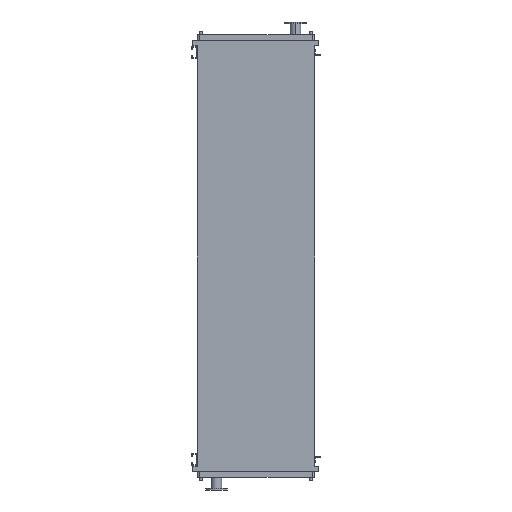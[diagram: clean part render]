
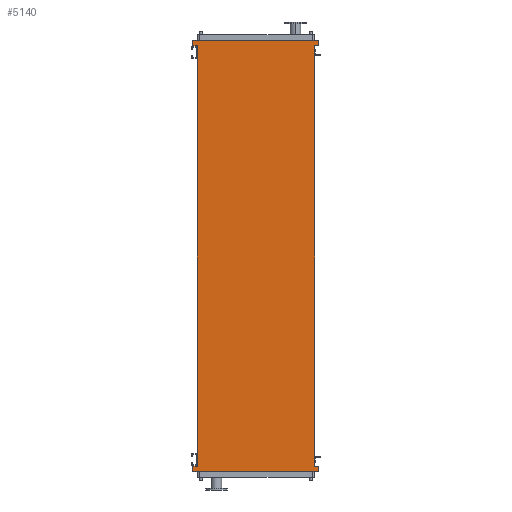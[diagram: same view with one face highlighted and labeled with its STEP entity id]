
A CAD part, front view. The second image highlights one B-rep face of the part: STEP entity #5140.
In plain terms, the highlighted planar face has unit normal (0, -1, 0).
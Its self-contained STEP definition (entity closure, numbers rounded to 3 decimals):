
#76 = CARTESIAN_POINT ( 'NONE',  ( -651., 0., -4345. ) ) ;
#170 = CARTESIAN_POINT ( 'NONE',  ( -605., 0., 43. ) ) ;
#191 = EDGE_LOOP ( 'NONE', ( #10073, #4904, #8117, #6545, #5060, #626, #3657, #12356, #8275, #5510, #4761, #11123 ) ) ;
#288 = VECTOR ( 'NONE', #10018, 1000. ) ;
#361 = CARTESIAN_POINT ( 'NONE',  ( 605., 0., -4293. ) ) ;
#626 = ORIENTED_EDGE ( 'NONE', *, *, #8370, .F. ) ;
#629 = LINE ( 'NONE', #3658, #8424 ) ;
#759 = LINE ( 'NONE', #9724, #1638 ) ;
#768 = CARTESIAN_POINT ( 'NONE',  ( 651., 0., -4345. ) ) ;
#909 = VECTOR ( 'NONE', #5788, 1000. ) ;
#1039 = VERTEX_POINT ( 'NONE', #5309 ) ;
#1638 = VECTOR ( 'NONE', #2100, 1000. ) ;
#2032 = FACE_OUTER_BOUND ( 'NONE', #191, .T. ) ;
#2100 = DIRECTION ( 'NONE',  ( 0., 0., -1. ) ) ;
#2218 = PLANE ( 'NONE',  #10148 ) ;
#2285 = CARTESIAN_POINT ( 'NONE',  ( 651., 0., -4345. ) ) ;
#2289 = VERTEX_POINT ( 'NONE', #76 ) ;
#2393 = VERTEX_POINT ( 'NONE', #9954 ) ;
#2450 = CARTESIAN_POINT ( 'NONE',  ( 605., 0., 43. ) ) ;
#2638 = VERTEX_POINT ( 'NONE', #6653 ) ;
#2920 = CARTESIAN_POINT ( 'NONE',  ( -605., 0., -4250. ) ) ;
#2964 = LINE ( 'NONE', #9874, #9294 ) ;
#3109 = LINE ( 'NONE', #2285, #288 ) ;
#3298 = DIRECTION ( 'NONE',  ( -1., 0., 0. ) ) ;
#3299 = CARTESIAN_POINT ( 'NONE',  ( -651., 0., -4345. ) ) ;
#3469 = DIRECTION ( 'NONE',  ( 1., 0., 0. ) ) ;
#3538 = EDGE_CURVE ( 'NONE', #4093, #2638, #4599, .T. ) ;
#3657 = ORIENTED_EDGE ( 'NONE', *, *, #4435, .F. ) ;
#3658 = CARTESIAN_POINT ( 'NONE',  ( -651., 0., -4293. ) ) ;
#3956 = LINE ( 'NONE', #5770, #12020 ) ;
#3966 = EDGE_CURVE ( 'NONE', #2393, #4093, #4398, .T. ) ;
#3974 = CARTESIAN_POINT ( 'NONE',  ( 605., 0., -4293. ) ) ;
#4093 = VERTEX_POINT ( 'NONE', #7572 ) ;
#4177 = CARTESIAN_POINT ( 'NONE',  ( -605., 0., -4293. ) ) ;
#4300 = DIRECTION ( 'NONE',  ( 1., 0., 0. ) ) ;
#4398 = LINE ( 'NONE', #8345, #5974 ) ;
#4435 = EDGE_CURVE ( 'NONE', #10103, #7837, #2964, .T. ) ;
#4599 = LINE ( 'NONE', #7521, #4733 ) ;
#4687 = VERTEX_POINT ( 'NONE', #8640 ) ;
#4733 = VECTOR ( 'NONE', #11456, 1000. ) ;
#4761 = ORIENTED_EDGE ( 'NONE', *, *, #11770, .F. ) ;
#4904 = ORIENTED_EDGE ( 'NONE', *, *, #9143, .F. ) ;
#5060 = ORIENTED_EDGE ( 'NONE', *, *, #3966, .F. ) ;
#5140 = ADVANCED_FACE ( 'NONE', ( #2032 ), #2218, .T. ) ;
#5236 = EDGE_CURVE ( 'NONE', #2289, #4687, #11819, .T. ) ;
#5309 = CARTESIAN_POINT ( 'NONE',  ( 651., 0., 43. ) ) ;
#5510 = ORIENTED_EDGE ( 'NONE', *, *, #12342, .F. ) ;
#5770 = CARTESIAN_POINT ( 'NONE',  ( 605., 0., -4250. ) ) ;
#5788 = DIRECTION ( 'NONE',  ( 0., 0., -1. ) ) ;
#5974 = VECTOR ( 'NONE', #12349, 1000. ) ;
#6263 = VECTOR ( 'NONE', #4300, 1000. ) ;
#6545 = ORIENTED_EDGE ( 'NONE', *, *, #3538, .F. ) ;
#6653 = CARTESIAN_POINT ( 'NONE',  ( 651., 0., 95. ) ) ;
#6944 = VECTOR ( 'NONE', #10663, 1000. ) ;
#7263 = VECTOR ( 'NONE', #8208, 1000. ) ;
#7521 = CARTESIAN_POINT ( 'NONE',  ( 651., 0., 95. ) ) ;
#7572 = CARTESIAN_POINT ( 'NONE',  ( -651., 0., 95. ) ) ;
#7785 = DIRECTION ( 'NONE',  ( 0., 0., 1. ) ) ;
#7837 = VERTEX_POINT ( 'NONE', #170 ) ;
#7949 = DIRECTION ( 'NONE',  ( 0., -1., 0. ) ) ;
#8117 = ORIENTED_EDGE ( 'NONE', *, *, #8840, .F. ) ;
#8208 = DIRECTION ( 'NONE',  ( 0., 0., 1. ) ) ;
#8275 = ORIENTED_EDGE ( 'NONE', *, *, #5236, .F. ) ;
#8345 = CARTESIAN_POINT ( 'NONE',  ( -651., 0., 95. ) ) ;
#8370 = EDGE_CURVE ( 'NONE', #7837, #2393, #8987, .T. ) ;
#8424 = VECTOR ( 'NONE', #3469, 1000. ) ;
#8532 = LINE ( 'NONE', #12465, #6944 ) ;
#8640 = CARTESIAN_POINT ( 'NONE',  ( -651., 0., -4293. ) ) ;
#8682 = VERTEX_POINT ( 'NONE', #2450 ) ;
#8749 = EDGE_CURVE ( 'NONE', #4687, #10103, #629, .T. ) ;
#8840 = EDGE_CURVE ( 'NONE', #2638, #1039, #759, .T. ) ;
#8849 = DIRECTION ( 'NONE',  ( 0., 0., 1. ) ) ;
#8987 = LINE ( 'NONE', #11239, #11909 ) ;
#9143 = EDGE_CURVE ( 'NONE', #1039, #8682, #8532, .T. ) ;
#9294 = VECTOR ( 'NONE', #8849, 1000. ) ;
#9724 = CARTESIAN_POINT ( 'NONE',  ( 651., 0., 43. ) ) ;
#9874 = CARTESIAN_POINT ( 'NONE',  ( -605., 0., -4250. ) ) ;
#9954 = CARTESIAN_POINT ( 'NONE',  ( -651., 0., 43. ) ) ;
#10018 = DIRECTION ( 'NONE',  ( -1., 0., 0. ) ) ;
#10073 = ORIENTED_EDGE ( 'NONE', *, *, #10999, .T. ) ;
#10103 = VERTEX_POINT ( 'NONE', #4177 ) ;
#10148 = AXIS2_PLACEMENT_3D ( 'NONE', #2920, #7949, #10924 ) ;
#10176 = LINE ( 'NONE', #361, #6263 ) ;
#10467 = VERTEX_POINT ( 'NONE', #11901 ) ;
#10663 = DIRECTION ( 'NONE',  ( -1., 0., 0. ) ) ;
#10705 = CARTESIAN_POINT ( 'NONE',  ( 651., 0., -4293. ) ) ;
#10924 = DIRECTION ( 'NONE',  ( 0., 0., -1. ) ) ;
#10999 = EDGE_CURVE ( 'NONE', #11780, #8682, #3956, .T. ) ;
#11123 = ORIENTED_EDGE ( 'NONE', *, *, #11857, .F. ) ;
#11239 = CARTESIAN_POINT ( 'NONE',  ( -651., 0., 43. ) ) ;
#11456 = DIRECTION ( 'NONE',  ( 1., 0., 0. ) ) ;
#11610 = VERTEX_POINT ( 'NONE', #768 ) ;
#11738 = LINE ( 'NONE', #10705, #909 ) ;
#11770 = EDGE_CURVE ( 'NONE', #10467, #11610, #11738, .T. ) ;
#11780 = VERTEX_POINT ( 'NONE', #3974 ) ;
#11819 = LINE ( 'NONE', #3299, #7263 ) ;
#11857 = EDGE_CURVE ( 'NONE', #11780, #10467, #10176, .T. ) ;
#11901 = CARTESIAN_POINT ( 'NONE',  ( 651., 0., -4293. ) ) ;
#11909 = VECTOR ( 'NONE', #3298, 1000. ) ;
#12020 = VECTOR ( 'NONE', #7785, 1000. ) ;
#12342 = EDGE_CURVE ( 'NONE', #11610, #2289, #3109, .T. ) ;
#12349 = DIRECTION ( 'NONE',  ( 0., 0., 1. ) ) ;
#12356 = ORIENTED_EDGE ( 'NONE', *, *, #8749, .F. ) ;
#12465 = CARTESIAN_POINT ( 'NONE',  ( 605., 0., 43. ) ) ;
